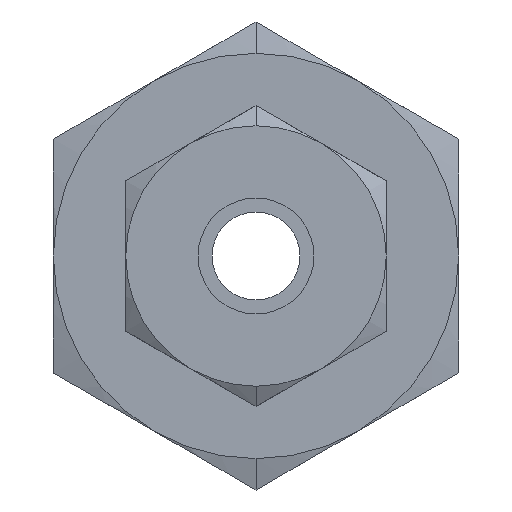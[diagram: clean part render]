
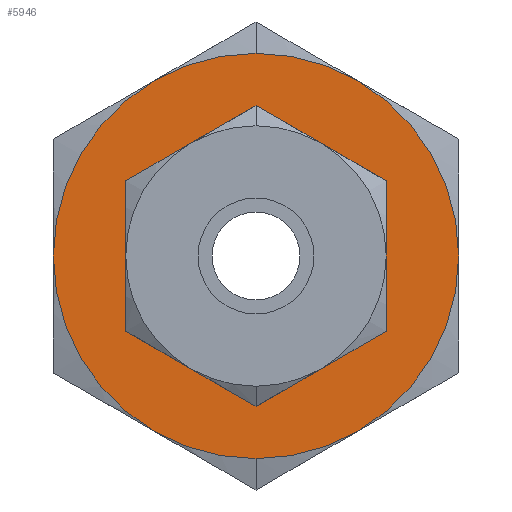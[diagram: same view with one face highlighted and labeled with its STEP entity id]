
A CAD part, left-side view. The second image highlights one B-rep face of the part: STEP entity #5946.
In plain terms, the highlighted planar face has unit normal (-1, 0, 0).
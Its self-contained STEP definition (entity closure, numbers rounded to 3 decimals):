
#199 = ORIENTED_EDGE ( 'NONE', *, *, #6207, .T. ) ;
#243 = EDGE_LOOP ( 'NONE', ( #4648, #4344, #199, #4673, #3855, #5634, #2890, #2015 ) ) ;
#269 = CIRCLE ( 'NONE', #5452, 11.11 ) ;
#437 = DIRECTION ( 'NONE',  ( 0., 0., 1. ) ) ;
#498 = AXIS2_PLACEMENT_3D ( 'NONE', #7266, #2351, #4012 ) ;
#501 = EDGE_CURVE ( 'NONE', #3377, #2144, #6870, .T. ) ;
#722 = EDGE_CURVE ( 'NONE', #1979, #4037, #3456, .T. ) ;
#751 = CIRCLE ( 'NONE', #1573, 4.801 ) ;
#879 = DIRECTION ( 'NONE',  ( -1., 0., 0. ) ) ;
#922 = CARTESIAN_POINT ( 'NONE',  ( 17.78, 0., 0. ) ) ;
#980 = CIRCLE ( 'NONE', #5095, 11.11 ) ;
#1034 = EDGE_CURVE ( 'NONE', #4532, #5778, #751, .T. ) ;
#1071 = CARTESIAN_POINT ( 'NONE',  ( 17.78, 0., 0. ) ) ;
#1182 = AXIS2_PLACEMENT_3D ( 'NONE', #2573, #6659, #4821 ) ;
#1331 = DIRECTION ( 'NONE',  ( -1., 0., 0. ) ) ;
#1523 = CARTESIAN_POINT ( 'NONE',  ( 17.78, 0., 11.11 ) ) ;
#1573 = AXIS2_PLACEMENT_3D ( 'NONE', #1071, #3915, #6273 ) ;
#1611 = CIRCLE ( 'NONE', #2559, 4.801 ) ;
#1616 = DIRECTION ( 'NONE',  ( -1., 0., 0. ) ) ;
#1635 = DIRECTION ( 'NONE',  ( 0., -0.5, -0.866 ) ) ;
#1787 = CARTESIAN_POINT ( 'NONE',  ( 17.78, 5.555, 9.622 ) ) ;
#1882 = CARTESIAN_POINT ( 'NONE',  ( 17.78, -5.555, 9.622 ) ) ;
#1961 = DIRECTION ( 'NONE',  ( -1., 0., 0. ) ) ;
#1979 = VERTEX_POINT ( 'NONE', #6868 ) ;
#2015 = ORIENTED_EDGE ( 'NONE', *, *, #2660, .T. ) ;
#2031 = EDGE_CURVE ( 'NONE', #5193, #1979, #269, .T. ) ;
#2058 = CARTESIAN_POINT ( 'NONE',  ( 17.78, 0., 0. ) ) ;
#2094 = VERTEX_POINT ( 'NONE', #1882 ) ;
#2104 = CARTESIAN_POINT ( 'NONE',  ( 17.78, -11.11, 0. ) ) ;
#2144 = VERTEX_POINT ( 'NONE', #1787 ) ;
#2204 = EDGE_CURVE ( 'NONE', #2094, #3377, #980, .T. ) ;
#2294 = EDGE_CURVE ( 'NONE', #5778, #4532, #1611, .T. ) ;
#2331 = CIRCLE ( 'NONE', #6452, 11.11 ) ;
#2351 = DIRECTION ( 'NONE',  ( 1., 0., 0. ) ) ;
#2414 = CARTESIAN_POINT ( 'NONE',  ( 17.78, 0., -4.801 ) ) ;
#2419 = DIRECTION ( 'NONE',  ( 0., 0., -1. ) ) ;
#2559 = AXIS2_PLACEMENT_3D ( 'NONE', #5901, #5828, #3548 ) ;
#2573 = CARTESIAN_POINT ( 'NONE',  ( 17.78, 0., 0. ) ) ;
#2630 = AXIS2_PLACEMENT_3D ( 'NONE', #6522, #879, #3334 ) ;
#2660 = EDGE_CURVE ( 'NONE', #5558, #2094, #2331, .T. ) ;
#2862 = EDGE_LOOP ( 'NONE', ( #4194, #5442 ) ) ;
#2890 = ORIENTED_EDGE ( 'NONE', *, *, #6216, .T. ) ;
#2927 = EDGE_CURVE ( 'NONE', #5335, #5193, #4276, .T. ) ;
#2953 = AXIS2_PLACEMENT_3D ( 'NONE', #5023, #4271, #1635 ) ;
#3334 = DIRECTION ( 'NONE',  ( 0., 1., 0. ) ) ;
#3377 = VERTEX_POINT ( 'NONE', #1523 ) ;
#3456 = CIRCLE ( 'NONE', #6997, 11.11 ) ;
#3548 = DIRECTION ( 'NONE',  ( 0., 0., 1. ) ) ;
#3654 = CARTESIAN_POINT ( 'NONE',  ( 17.78, 0., 0. ) ) ;
#3831 = DIRECTION ( 'NONE',  ( 0., -1., 0. ) ) ;
#3855 = ORIENTED_EDGE ( 'NONE', *, *, #2031, .T. ) ;
#3915 = DIRECTION ( 'NONE',  ( 1., 0., 0. ) ) ;
#4012 = DIRECTION ( 'NONE',  ( 0., 1., 0. ) ) ;
#4037 = VERTEX_POINT ( 'NONE', #6864 ) ;
#4194 = ORIENTED_EDGE ( 'NONE', *, *, #1034, .T. ) ;
#4271 = DIRECTION ( 'NONE',  ( -1., 0., 0. ) ) ;
#4273 = DIRECTION ( 'NONE',  ( -1., 0., 0. ) ) ;
#4276 = CIRCLE ( 'NONE', #2630, 11.11 ) ;
#4319 = FACE_OUTER_BOUND ( 'NONE', #243, .T. ) ;
#4344 = ORIENTED_EDGE ( 'NONE', *, *, #501, .T. ) ;
#4377 = CIRCLE ( 'NONE', #2953, 11.11 ) ;
#4532 = VERTEX_POINT ( 'NONE', #2414 ) ;
#4569 = PLANE ( 'NONE',  #498 ) ;
#4584 = CARTESIAN_POINT ( 'NONE',  ( 17.78, 11.11, 0. ) ) ;
#4634 = CARTESIAN_POINT ( 'NONE',  ( 17.78, 0., 0. ) ) ;
#4648 = ORIENTED_EDGE ( 'NONE', *, *, #2204, .T. ) ;
#4673 = ORIENTED_EDGE ( 'NONE', *, *, #2927, .T. ) ;
#4770 = CARTESIAN_POINT ( 'NONE',  ( 17.78, 0., 0. ) ) ;
#4821 = DIRECTION ( 'NONE',  ( 0., 0.5, 0.866 ) ) ;
#4936 = CARTESIAN_POINT ( 'NONE',  ( 17.78, 5.555, -9.622 ) ) ;
#5023 = CARTESIAN_POINT ( 'NONE',  ( 17.78, 0., 0. ) ) ;
#5095 = AXIS2_PLACEMENT_3D ( 'NONE', #4770, #1331, #7098 ) ;
#5193 = VERTEX_POINT ( 'NONE', #4936 ) ;
#5306 = CIRCLE ( 'NONE', #1182, 11.11 ) ;
#5335 = VERTEX_POINT ( 'NONE', #4584 ) ;
#5442 = ORIENTED_EDGE ( 'NONE', *, *, #2294, .T. ) ;
#5452 = AXIS2_PLACEMENT_3D ( 'NONE', #3654, #1961, #6422 ) ;
#5558 = VERTEX_POINT ( 'NONE', #2104 ) ;
#5634 = ORIENTED_EDGE ( 'NONE', *, *, #722, .T. ) ;
#5778 = VERTEX_POINT ( 'NONE', #5886 ) ;
#5828 = DIRECTION ( 'NONE',  ( 1., 0., 0. ) ) ;
#5886 = CARTESIAN_POINT ( 'NONE',  ( 17.78, 0., 4.801 ) ) ;
#5901 = CARTESIAN_POINT ( 'NONE',  ( 17.78, 0., 0. ) ) ;
#5946 = ADVANCED_FACE ( 'NONE', ( #7122, #4319 ), #4569, .F. ) ;
#6207 = EDGE_CURVE ( 'NONE', #2144, #5335, #5306, .T. ) ;
#6216 = EDGE_CURVE ( 'NONE', #4037, #5558, #4377, .T. ) ;
#6273 = DIRECTION ( 'NONE',  ( 0., 0., -1. ) ) ;
#6393 = AXIS2_PLACEMENT_3D ( 'NONE', #2058, #4273, #437 ) ;
#6422 = DIRECTION ( 'NONE',  ( 0., 0.5, -0.866 ) ) ;
#6452 = AXIS2_PLACEMENT_3D ( 'NONE', #922, #1616, #3831 ) ;
#6522 = CARTESIAN_POINT ( 'NONE',  ( 17.78, 0., 0. ) ) ;
#6659 = DIRECTION ( 'NONE',  ( -1., 0., 0. ) ) ;
#6864 = CARTESIAN_POINT ( 'NONE',  ( 17.78, -5.555, -9.622 ) ) ;
#6868 = CARTESIAN_POINT ( 'NONE',  ( 17.78, 0., -11.11 ) ) ;
#6870 = CIRCLE ( 'NONE', #6393, 11.11 ) ;
#6883 = DIRECTION ( 'NONE',  ( -1., 0., 0. ) ) ;
#6997 = AXIS2_PLACEMENT_3D ( 'NONE', #4634, #6883, #2419 ) ;
#7098 = DIRECTION ( 'NONE',  ( 0., -0.5, 0.866 ) ) ;
#7122 = FACE_BOUND ( 'NONE', #2862, .T. ) ;
#7266 = CARTESIAN_POINT ( 'NONE',  ( 17.78, 0., 0. ) ) ;
